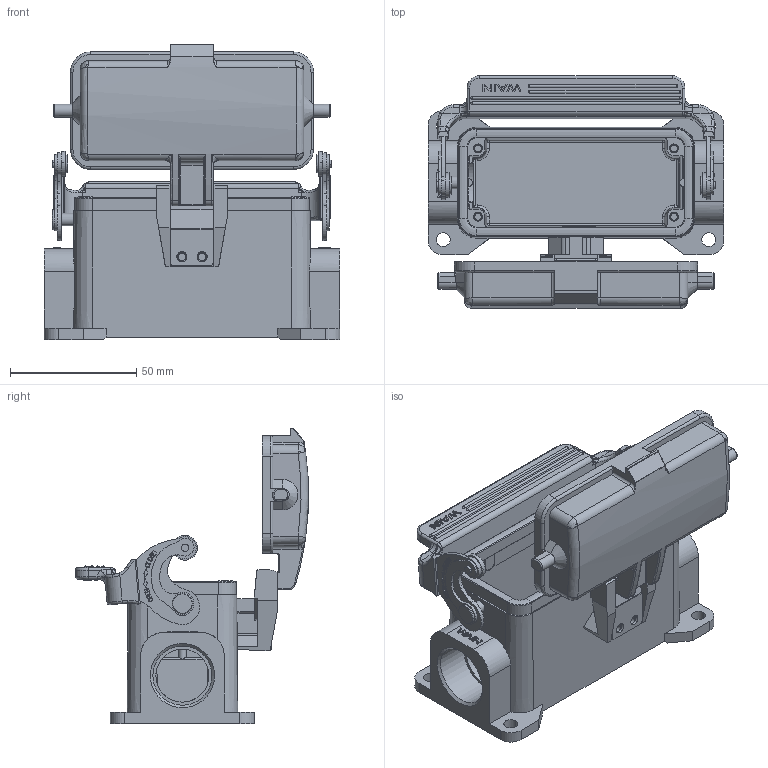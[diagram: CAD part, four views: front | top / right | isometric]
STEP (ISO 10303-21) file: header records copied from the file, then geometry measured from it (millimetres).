
FILE_DESCRIPTION(/* description */ (''),/* implementation_level */ '2;1');
FILE_NAME(/* name */ 'H16B-SF-1L.SC-CV-M25.stp',/* time_stamp */ '2023-09-04T15:28:20+08:00',/* author */ (''),/* organization */ (''),/* preprocessor_version */ 'ST-DEVELOPER v18.1',/* originating_system */ 'SIEMENS PLM Software NX 1980',/* authorisation */ '');
FILE_SCHEMA (('AUTOMOTIVE_DESIGN { 1 0 10303 214 3 1 1 1 }'));
Products named in the file (1): 138404D82F13fyoj
Bounding box: 117 x 92.19 x 116.82 mm (x, y, z)
Volume: 133769.3 mm3; surface area: 90017.2 mm2
Topology: 15 solids, 16 shells, 1692 faces, 4472 edges, 2883 vertices
Faces by surface type: plane 736, cylinder 691, torus 94, bspline 56, cone 47, extrusion 35, sphere 33
Full cylindrical faces by diameter (mm): 1.9 x1, 3 x6, 4 x2, 4.9 x1, 8 x1, 21 x1, 23.4 x1, 26.5 x1
Entity records: 57854 total; most frequent: CARTESIAN_POINT 17543, ORIENTED_EDGE 8838, DIRECTION 7297, EDGE_CURVE 4419, VERTEX_POINT 2872, AXIS2_PLACEMENT_3D 2587, VECTOR 2123, LINE 2088
